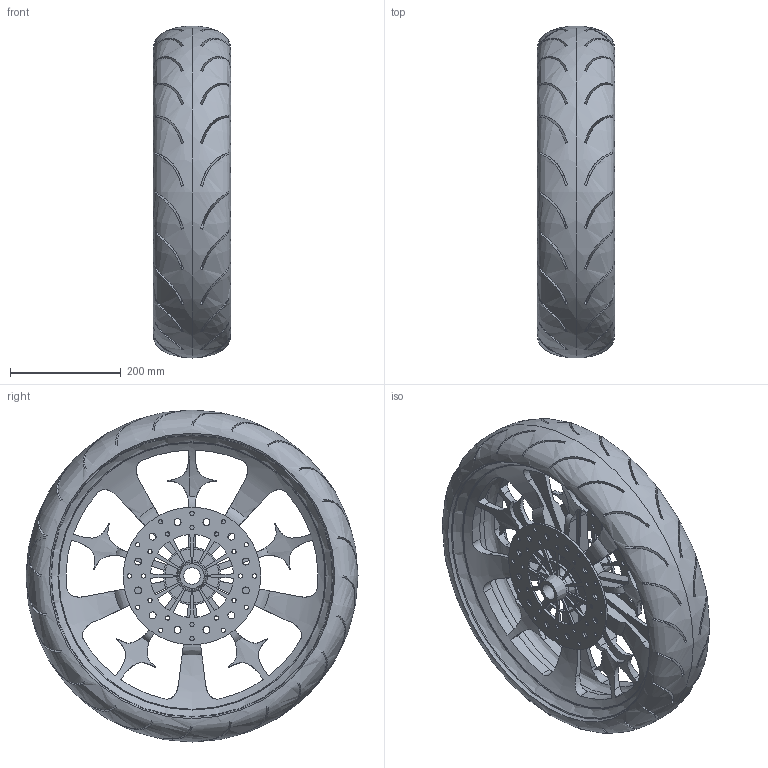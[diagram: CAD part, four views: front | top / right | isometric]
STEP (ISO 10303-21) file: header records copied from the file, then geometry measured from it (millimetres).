
FILE_DESCRIPTION(/* description */ ('STEP AP242','CAx-IF Rec.Pracs.---Representation and Presentation of Product Manufacturing Information (PMI)---4.0---2014-10-13','CAx-IF Rec.Pracs.---3D Tessellated Geometry---0.4---2014-09-14','2;1'),/* implementation_level */ '2;1');
FILE_NAME(/* name */ '67186c263be4ee27e5b3a05b',/* time_stamp */ '2024-10-23T03:23:19Z',/* author */ (''),/* organization */ (''),/* preprocessor_version */ 'ST-DEVELOPER v20',/* originating_system */ ' ',/* authorisation */ ' ');
FILE_SCHEMA (('AP242_MANAGED_MODEL_BASED_3D_ENGINEERING_MIM_LF { 1 0 10303 442 1 1 4 }'));
Products named in the file (1): Part 1
Bounding box: 140 x 600 x 600 mm (x, y, z)
Volume: 14115856.4 mm3; surface area: 1294830.3 mm2
Topology: 1 solids, 1 shells, 691 faces, 2122 edges, 1395 vertices
Faces by surface type: plane 332, cylinder 194, bspline 161, torus 4
Full cylindrical faces by diameter (mm): 7.5 x48, 12.5 x24, 30 x1, 100 x1, 248.7 x2, 481.811 x2
Entity records: 42636 total; most frequent: CARTESIAN_POINT 22499, ORIENTED_EDGE 3988, DIRECTION 2990, EDGE_CURVE 1994, VERTEX_POINT 1372, AXIS2_PLACEMENT_3D 1065, EDGE_LOOP 1030, FACE_BOUND 1030
